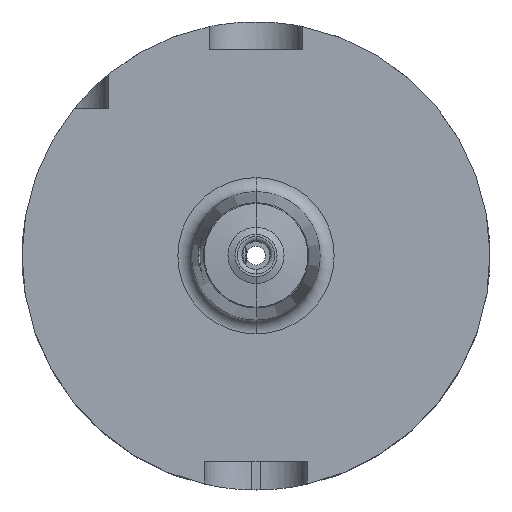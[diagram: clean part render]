
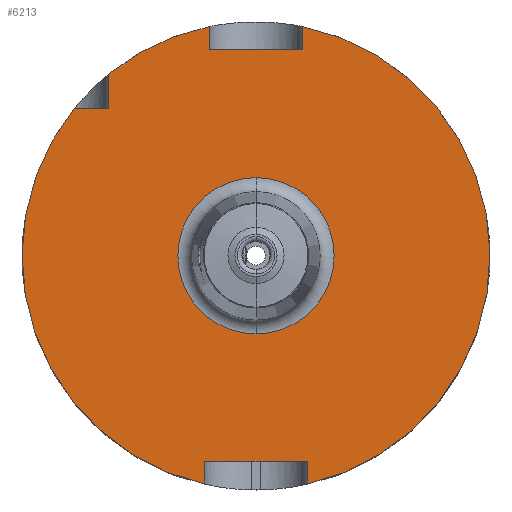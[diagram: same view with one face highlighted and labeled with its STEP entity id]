
A CAD part, top view. The second image highlights one B-rep face of the part: STEP entity #6213.
In plain terms, the highlighted planar face has unit normal (0, 0, 1).
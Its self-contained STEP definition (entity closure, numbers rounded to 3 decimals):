
#263=DIRECTION('',(1.,0.,0.));
#264=VECTOR('',#263,20.);
#265=CARTESIAN_POINT('',(-10.,44.,28.95));
#266=LINE('',#265,#264);
#270=DIRECTION('',(0.,-1.,0.));
#271=VECTOR('',#270,4.99);
#272=CARTESIAN_POINT('',(10.,48.99,28.95));
#273=LINE('',#272,#271);
#277=DIRECTION('',(0.,1.,0.));
#278=VECTOR('',#277,4.775);
#279=CARTESIAN_POINT('',(11.,-48.775,28.95));
#280=LINE('',#279,#278);
#284=DIRECTION('',(1.,0.,0.));
#285=VECTOR('',#284,22.);
#286=CARTESIAN_POINT('',(-11.,-44.,28.95));
#287=LINE('',#286,#285);
#291=DIRECTION('',(0.,1.,0.));
#292=VECTOR('',#291,4.775);
#293=CARTESIAN_POINT('',(-11.,-48.775,28.95));
#294=LINE('',#293,#292);
#298=DIRECTION('',(1.,0.,0.));
#299=VECTOR('',#298,7.33);
#300=CARTESIAN_POINT('',(-38.83,31.5,28.95));
#301=LINE('',#300,#299);
#305=DIRECTION('',(0.,-1.,0.));
#306=VECTOR('',#305,7.33);
#307=CARTESIAN_POINT('',(-31.5,38.83,28.95));
#308=LINE('',#307,#306);
#312=DIRECTION('',(0.,-1.,0.));
#313=VECTOR('',#312,4.99);
#314=CARTESIAN_POINT('',(-10.,48.99,28.95));
#315=LINE('',#314,#313);
#319=CARTESIAN_POINT('',(0.,0.,28.95));
#320=DIRECTION('',(0.,0.,1.));
#321=DIRECTION('',(0.,1.,0.));
#322=AXIS2_PLACEMENT_3D('',#319,#320,#321);
#327=CARTESIAN_POINT('',(0.,0.,28.95));
#328=DIRECTION('',(0.,0.,1.));
#329=DIRECTION('',(0.,-1.,0.));
#330=AXIS2_PLACEMENT_3D('',#327,#328,#329);
#335=CARTESIAN_POINT('',(0.,0.,28.95));
#336=DIRECTION('',(0.,0.,1.));
#337=DIRECTION('',(-0.777,0.63,0.));
#338=AXIS2_PLACEMENT_3D('',#335,#336,#337);
#343=CARTESIAN_POINT('',(0.,0.,28.95));
#344=DIRECTION('',(0.,0.,1.));
#345=DIRECTION('',(0.22,-0.975,0.));
#346=AXIS2_PLACEMENT_3D('',#343,#344,#345);
#351=CARTESIAN_POINT('',(0.,0.,28.95));
#352=DIRECTION('',(0.,0.,1.));
#353=DIRECTION('',(-0.2,0.98,0.));
#354=AXIS2_PLACEMENT_3D('',#351,#352,#353);
#5476=CARTESIAN_POINT('',(0.,16.705,28.95));
#5477=VERTEX_POINT('',#5476);
#5478=CARTESIAN_POINT('',(0.,-16.705,28.95));
#5479=VERTEX_POINT('',#5478);
#5674=CARTESIAN_POINT('',(-31.5,31.5,28.95));
#5676=VERTEX_POINT('',#5674);
#5688=CARTESIAN_POINT('',(11.,-44.,28.95));
#5689=VERTEX_POINT('',#5688);
#5690=CARTESIAN_POINT('',(-11.,-44.,28.95));
#5691=VERTEX_POINT('',#5690);
#5704=CARTESIAN_POINT('',(10.,44.,28.95));
#5705=VERTEX_POINT('',#5704);
#5706=CARTESIAN_POINT('',(-10.,44.,28.95));
#5707=VERTEX_POINT('',#5706);
#5785=CARTESIAN_POINT('',(-38.83,31.5,28.95));
#5786=VERTEX_POINT('',#5785);
#5787=CARTESIAN_POINT('',(-31.5,38.83,28.95));
#5788=VERTEX_POINT('',#5787);
#5815=CARTESIAN_POINT('',(11.,-48.775,28.95));
#5816=VERTEX_POINT('',#5815);
#5817=CARTESIAN_POINT('',(-11.,-48.775,28.95));
#5818=VERTEX_POINT('',#5817);
#5845=CARTESIAN_POINT('',(10.,48.99,28.95));
#5846=VERTEX_POINT('',#5845);
#5847=CARTESIAN_POINT('',(-10.,48.99,28.95));
#5848=VERTEX_POINT('',#5847);
#6181=CARTESIAN_POINT('',(0.,0.,28.95));
#6182=DIRECTION('',(0.,0.,1.));
#6183=DIRECTION('',(0.,1.,0.));
#6184=AXIS2_PLACEMENT_3D('',#6181,#6182,#6183);
#6185=PLANE('',#6184);
#6186=ORIENTED_EDGE('',*,*,#6091,.T.);
#6187=ORIENTED_EDGE('',*,*,#6130,.F.);
#6189=ORIENTED_EDGE('',*,*,#6188,.F.);
#6191=ORIENTED_EDGE('',*,*,#6190,.T.);
#6193=ORIENTED_EDGE('',*,*,#6192,.F.);
#6195=ORIENTED_EDGE('',*,*,#6194,.F.);
#6197=ORIENTED_EDGE('',*,*,#6196,.F.);
#6199=ORIENTED_EDGE('',*,*,#6198,.T.);
#6201=ORIENTED_EDGE('',*,*,#6200,.F.);
#6203=ORIENTED_EDGE('',*,*,#6202,.F.);
#6204=ORIENTED_EDGE('',*,*,#6157,.T.);
#6205=EDGE_LOOP('',(#6186,#6187,#6189,#6191,#6193,#6195,#6197,#6199,#6201,#6203,
#6204));
#6206=FACE_OUTER_BOUND('',#6205,.F.);
#6208=ORIENTED_EDGE('',*,*,#6207,.T.);
#6210=ORIENTED_EDGE('',*,*,#6209,.T.);
#6211=EDGE_LOOP('',(#6208,#6210));
#6212=FACE_BOUND('',#6211,.F.);
#323=CIRCLE('',#322,16.705);
#331=CIRCLE('',#330,16.705);
#339=CIRCLE('',#338,50.);
#347=CIRCLE('',#346,50.);
#355=CIRCLE('',#354,50.);
#6091=EDGE_CURVE('',#5707,#5705,#266,.T.);
#6130=EDGE_CURVE('',#5846,#5705,#273,.T.);
#6157=EDGE_CURVE('',#5848,#5707,#315,.T.);
#6188=EDGE_CURVE('',#5816,#5846,#347,.T.);
#6190=EDGE_CURVE('',#5816,#5689,#280,.T.);
#6192=EDGE_CURVE('',#5691,#5689,#287,.T.);
#6194=EDGE_CURVE('',#5818,#5691,#294,.T.);
#6196=EDGE_CURVE('',#5786,#5818,#339,.T.);
#6198=EDGE_CURVE('',#5786,#5676,#301,.T.);
#6200=EDGE_CURVE('',#5788,#5676,#308,.T.);
#6202=EDGE_CURVE('',#5848,#5788,#355,.T.);
#6207=EDGE_CURVE('',#5477,#5479,#323,.T.);
#6209=EDGE_CURVE('',#5479,#5477,#331,.T.);
#6213=ADVANCED_FACE('',(#6206,#6212),#6185,.T.);
